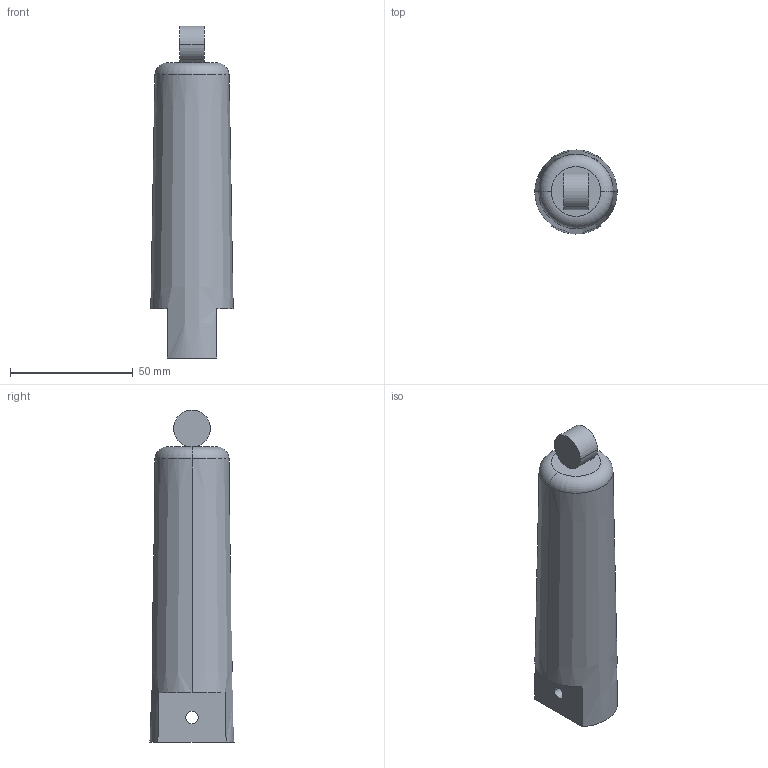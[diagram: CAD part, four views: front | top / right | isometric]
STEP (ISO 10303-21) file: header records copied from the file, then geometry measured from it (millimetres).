
FILE_DESCRIPTION (( 'STEP AP203' ), '1' );
FILE_NAME ('legM_Default_sldprt.STEP', '2021-02-28T18:19:40', ( '' ), ( '' ), 'SwSTEP 2.0', 'SolidWorks 2020', '' );
FILE_SCHEMA (( 'CONFIG_CONTROL_DESIGN' ));
Length unit declared in the file: millimetre
Products named in the file (1): legM_Default_sldprt
Bounding box: 33.49 x 34.19 x 135 mm (x, y, z)
Volume: 92854.7 mm3; surface area: 14419.8 mm2
Topology: 2 solids, 2 shells, 16 faces, 34 edges, 22 vertices
Faces by surface type: plane 8, cylinder 4, cone 2, torus 2
Entity records: 544 total; most frequent: CARTESIAN_POINT 107, DIRECTION 82, ORIENTED_EDGE 68, AXIS2_PLACEMENT_3D 36, EDGE_CURVE 34, VERTEX_POINT 22, CIRCLE 19, EDGE_LOOP 18
